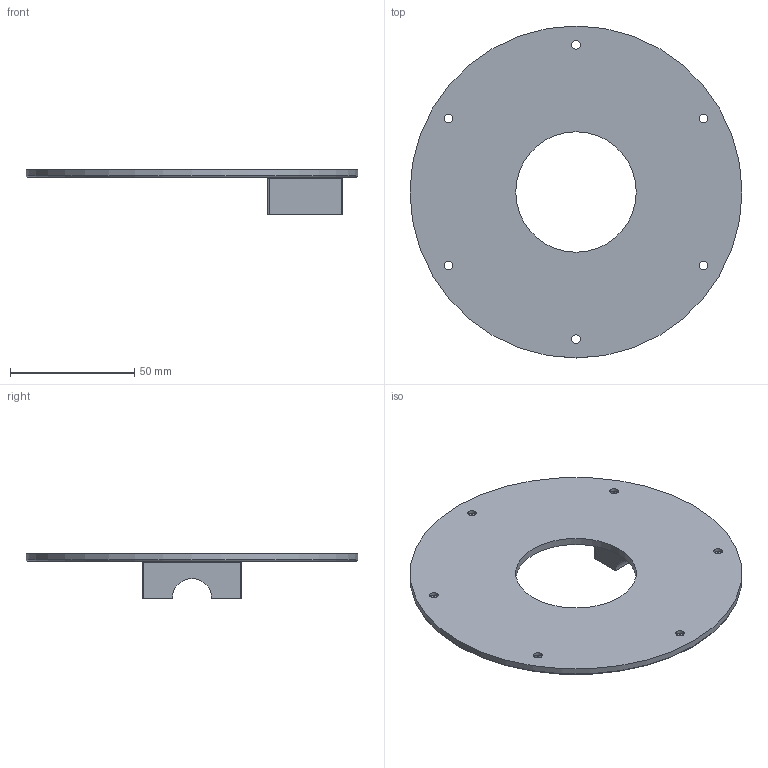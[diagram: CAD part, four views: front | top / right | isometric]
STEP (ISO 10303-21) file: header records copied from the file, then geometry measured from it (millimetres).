
FILE_DESCRIPTION(/* description */ (''),/* implementation_level */ '2;1');
FILE_NAME(/* name */ 'Adapter_Base.step',/* time_stamp */ '2021-05-05T12:39:50-07:00',/* author */ (''),/* organization */ (''),/* preprocessor_version */ 'ST-DEVELOPER v18.1',/* originating_system */ 'Autodesk Translation Framework v9.7.1.1290',/* authorisation */ '');
FILE_SCHEMA (('AUTOMOTIVE_DESIGN { 1 0 10303 214 3 1 1 }'));
Length unit declared in the file: millimetre
Products named in the file (3): RoboDog; Adapter; Base
Assembly tree (2 placements, depth 3):
  RoboDog
    Adapter
      Base
Bounding box: 133.41 x 133.41 x 18 mm (x, y, z)
Volume: 49542.7 mm3; surface area: 29050 mm2
Topology: 1 solids, 1 shells, 44 faces, 96 edges, 59 vertices
Faces by surface type: cylinder 21, plane 12, cone 6, torus 5
Full cylindrical faces by diameter (mm): 3.505 x6, 6.5 x4, 48.42 x1, 133.406 x1
Entity records: 1304 total; most frequent: DIRECTION 248, CARTESIAN_POINT 204, ORIENTED_EDGE 192, AXIS2_PLACEMENT_3D 103, EDGE_CURVE 96, EDGE_LOOP 63, VERTEX_POINT 59, CIRCLE 54
